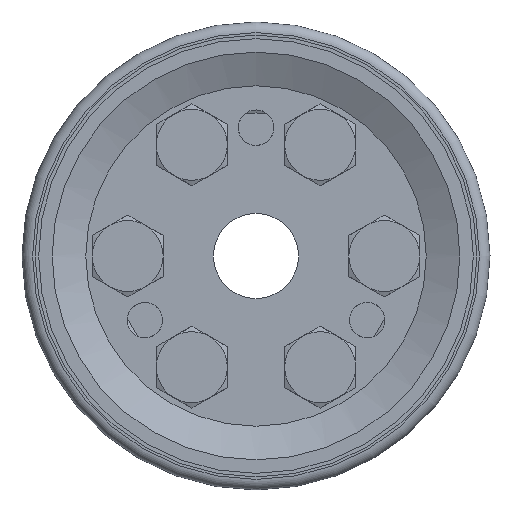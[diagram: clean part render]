
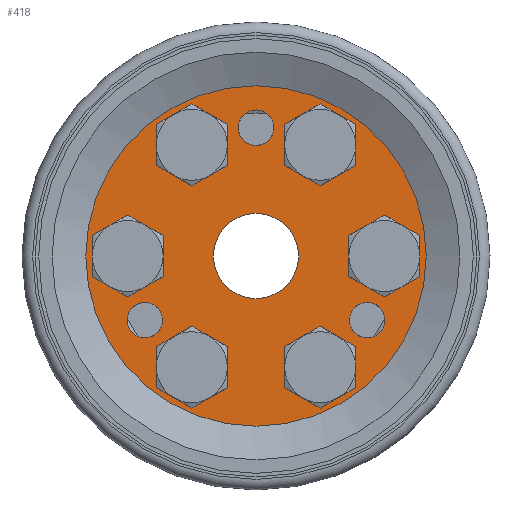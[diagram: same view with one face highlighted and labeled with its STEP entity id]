
A CAD part, left-side view. The second image highlights one B-rep face of the part: STEP entity #418.
In plain terms, the highlighted planar face has unit normal (-1, 0, 0).
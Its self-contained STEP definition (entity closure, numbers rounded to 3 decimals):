
#418 = ADVANCED_FACE( '', ( #1156, #1157, #1158, #1159, #1160, #1161, #1162, #1163, #1164, #1165, #1166 ), #1167, .T. );
#1156 = FACE_BOUND( '', #2389, .T. );
#1157 = FACE_BOUND( '', #2390, .T. );
#1158 = FACE_BOUND( '', #2391, .T. );
#1159 = FACE_OUTER_BOUND( '', #2392, .T. );
#1160 = FACE_BOUND( '', #2393, .T. );
#1161 = FACE_BOUND( '', #2394, .T. );
#1162 = FACE_BOUND( '', #2395, .T. );
#1163 = FACE_BOUND( '', #2396, .T. );
#1164 = FACE_BOUND( '', #2397, .T. );
#1165 = FACE_BOUND( '', #2398, .T. );
#1166 = FACE_BOUND( '', #2399, .T. );
#1167 = PLANE( '', #2400 );
#2389 = EDGE_LOOP( '', ( #3724 ) );
#2390 = EDGE_LOOP( '', ( #3725 ) );
#2391 = EDGE_LOOP( '', ( #3726 ) );
#2392 = EDGE_LOOP( '', ( #3727 ) );
#2393 = EDGE_LOOP( '', ( #3728 ) );
#2394 = EDGE_LOOP( '', ( #3729 ) );
#2395 = EDGE_LOOP( '', ( #3730 ) );
#2396 = EDGE_LOOP( '', ( #3731 ) );
#2397 = EDGE_LOOP( '', ( #3732 ) );
#2398 = EDGE_LOOP( '', ( #3733 ) );
#2399 = EDGE_LOOP( '', ( #3734 ) );
#2400 = AXIS2_PLACEMENT_3D( '', #3735, #3736, #3737 );
#3724 = ORIENTED_EDGE( '', *, *, #6315, .T. );
#3725 = ORIENTED_EDGE( '', *, *, #6316, .T. );
#3726 = ORIENTED_EDGE( '', *, *, #6317, .T. );
#3727 = ORIENTED_EDGE( '', *, *, #6318, .T. );
#3728 = ORIENTED_EDGE( '', *, *, #6319, .F. );
#3729 = ORIENTED_EDGE( '', *, *, #6320, .F. );
#3730 = ORIENTED_EDGE( '', *, *, #6321, .F. );
#3731 = ORIENTED_EDGE( '', *, *, #6291, .F. );
#3732 = ORIENTED_EDGE( '', *, *, #6322, .F. );
#3733 = ORIENTED_EDGE( '', *, *, #6323, .F. );
#3734 = ORIENTED_EDGE( '', *, *, #6324, .T. );
#3735 = CARTESIAN_POINT( '', ( -22.768, 0., 5.5 ) );
#3736 = DIRECTION( '', ( -1., 0., 0. ) );
#3737 = DIRECTION( '', ( 0., 0., 1. ) );
#6291 = EDGE_CURVE( '', #7349, #7349, #7350, .T. );
#6315 = EDGE_CURVE( '', #7392, #7392, #7393, .T. );
#6316 = EDGE_CURVE( '', #7394, #7394, #7395, .T. );
#6317 = EDGE_CURVE( '', #7396, #7396, #7397, .T. );
#6318 = EDGE_CURVE( '', #7398, #7398, #7399, .T. );
#6319 = EDGE_CURVE( '', #7400, #7400, #7401, .T. );
#6320 = EDGE_CURVE( '', #7402, #7402, #7403, .T. );
#6321 = EDGE_CURVE( '', #7404, #7404, #7405, .T. );
#6322 = EDGE_CURVE( '', #7406, #7406, #7407, .T. );
#6323 = EDGE_CURVE( '', #7408, #7408, #7409, .T. );
#6324 = EDGE_CURVE( '', #7410, #7410, #7411, .F. );
#7349 = VERTEX_POINT( '', #8940 );
#7350 = CIRCLE( '', #8941, 4.35 );
#7392 = VERTEX_POINT( '', #8989 );
#7393 = CIRCLE( '', #8990, 2.5 );
#7394 = VERTEX_POINT( '', #8991 );
#7395 = CIRCLE( '', #8992, 2.5 );
#7396 = VERTEX_POINT( '', #8993 );
#7397 = CIRCLE( '', #8994, 2.5 );
#7398 = VERTEX_POINT( '', #8995 );
#7399 = CIRCLE( '', #8996, 24. );
#7400 = VERTEX_POINT( '', #8997 );
#7401 = CIRCLE( '', #8998, 4.35 );
#7402 = VERTEX_POINT( '', #8999 );
#7403 = CIRCLE( '', #9000, 4.35 );
#7404 = VERTEX_POINT( '', #9001 );
#7405 = CIRCLE( '', #9002, 4.35 );
#7406 = VERTEX_POINT( '', #9003 );
#7407 = CIRCLE( '', #9004, 4.35 );
#7408 = VERTEX_POINT( '', #9005 );
#7409 = CIRCLE( '', #9006, 4.35 );
#7410 = VERTEX_POINT( '', #9007 );
#7411 = CIRCLE( '', #9008, 6. );
#8940 = CARTESIAN_POINT( '', ( -22.768, 18.1, 4.35 ) );
#8941 = AXIS2_PLACEMENT_3D( '', #11352, #11353, #11354 );
#8989 = CARTESIAN_POINT( '', ( -22.768, -16.925, -6.885 ) );
#8990 = AXIS2_PLACEMENT_3D( '', #11403, #11404, #11405 );
#8991 = CARTESIAN_POINT( '', ( -22.768, 2.5, 18.1 ) );
#8992 = AXIS2_PLACEMENT_3D( '', #11406, #11407, #11408 );
#8993 = CARTESIAN_POINT( '', ( -22.768, 14.425, -11.215 ) );
#8994 = AXIS2_PLACEMENT_3D( '', #11409, #11410, #11411 );
#8995 = CARTESIAN_POINT( '', ( -22.768, 0., 24. ) );
#8996 = AXIS2_PLACEMENT_3D( '', #11412, #11413, #11414 );
#8997 = CARTESIAN_POINT( '', ( -22.768, 9.05, -11.325 ) );
#8998 = AXIS2_PLACEMENT_3D( '', #11415, #11416, #11417 );
#8999 = CARTESIAN_POINT( '', ( -22.768, -18.1, 4.35 ) );
#9000 = AXIS2_PLACEMENT_3D( '', #11418, #11419, #11420 );
#9001 = CARTESIAN_POINT( '', ( -22.768, 9.05, 20.025 ) );
#9002 = AXIS2_PLACEMENT_3D( '', #11421, #11422, #11423 );
#9003 = CARTESIAN_POINT( '', ( -22.768, -9.05, 20.025 ) );
#9004 = AXIS2_PLACEMENT_3D( '', #11424, #11425, #11426 );
#9005 = CARTESIAN_POINT( '', ( -22.768, -9.05, -11.325 ) );
#9006 = AXIS2_PLACEMENT_3D( '', #11427, #11428, #11429 );
#9007 = CARTESIAN_POINT( '', ( -22.768, 0., 6. ) );
#9008 = AXIS2_PLACEMENT_3D( '', #11430, #11431, #11432 );
#11352 = CARTESIAN_POINT( '', ( -22.768, 18.1, 0. ) );
#11353 = DIRECTION( '', ( -1., 0., 0. ) );
#11354 = DIRECTION( '', ( 0., 0., 1. ) );
#11403 = CARTESIAN_POINT( '', ( -22.768, -15.675, -9.05 ) );
#11404 = DIRECTION( '', ( 1., 0., 0. ) );
#11405 = DIRECTION( '', ( 0., -0.5, 0.866 ) );
#11406 = CARTESIAN_POINT( '', ( -22.768, 0., 18.1 ) );
#11407 = DIRECTION( '', ( 1., 0., 0. ) );
#11408 = DIRECTION( '', ( 0., 1., 0. ) );
#11409 = CARTESIAN_POINT( '', ( -22.768, 15.675, -9.05 ) );
#11410 = DIRECTION( '', ( 1., 0., 0. ) );
#11411 = DIRECTION( '', ( 0., -0.5, -0.866 ) );
#11412 = CARTESIAN_POINT( '', ( -22.768, 0., 0. ) );
#11413 = DIRECTION( '', ( -1., 0., 0. ) );
#11414 = DIRECTION( '', ( 0., 0., 1. ) );
#11415 = CARTESIAN_POINT( '', ( -22.768, 9.05, -15.675 ) );
#11416 = DIRECTION( '', ( -1., 0., 0. ) );
#11417 = DIRECTION( '', ( 0., 0., 1. ) );
#11418 = CARTESIAN_POINT( '', ( -22.768, -18.1, 0. ) );
#11419 = DIRECTION( '', ( -1., 0., 0. ) );
#11420 = DIRECTION( '', ( 0., 0., 1. ) );
#11421 = CARTESIAN_POINT( '', ( -22.768, 9.05, 15.675 ) );
#11422 = DIRECTION( '', ( -1., 0., 0. ) );
#11423 = DIRECTION( '', ( 0., 0., 1. ) );
#11424 = CARTESIAN_POINT( '', ( -22.768, -9.05, 15.675 ) );
#11425 = DIRECTION( '', ( -1., 0., 0. ) );
#11426 = DIRECTION( '', ( 0., 0., 1. ) );
#11427 = CARTESIAN_POINT( '', ( -22.768, -9.05, -15.675 ) );
#11428 = DIRECTION( '', ( -1., 0., 0. ) );
#11429 = DIRECTION( '', ( 0., 0., 1. ) );
#11430 = CARTESIAN_POINT( '', ( -22.768, 0., 0. ) );
#11431 = DIRECTION( '', ( -1., 0., 0. ) );
#11432 = DIRECTION( '', ( 0., 0., 1. ) );
